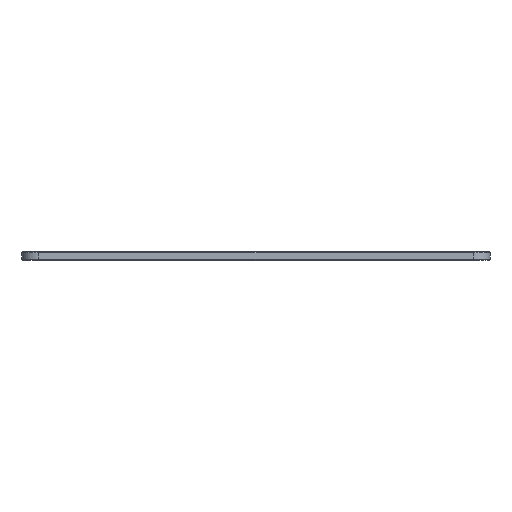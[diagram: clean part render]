
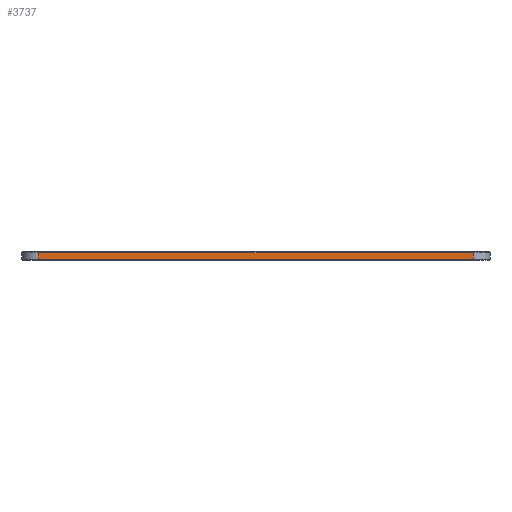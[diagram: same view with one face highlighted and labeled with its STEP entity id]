
A CAD part, front view. The second image highlights one B-rep face of the part: STEP entity #3737.
In plain terms, the highlighted planar face has unit normal (0, -1, 0).
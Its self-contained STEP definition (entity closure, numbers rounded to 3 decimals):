
#158 = PLANE('',#159);
#159 = AXIS2_PLACEMENT_3D('',#160,#161,#162);
#160 = CARTESIAN_POINT('',(0.,-6.1,0.15));
#161 = DIRECTION('',(0.,-0.707,-0.707));
#162 = DIRECTION('',(-1.,-0.,-0.));
#1437 = VERTEX_POINT('',#1438);
#1438 = CARTESIAN_POINT('',(162.5,-6.25,0.3));
#1474 = CYLINDRICAL_SURFACE('',#1475,6.25);
#1475 = AXIS2_PLACEMENT_3D('',#1476,#1477,#1478);
#1476 = CARTESIAN_POINT('',(162.5,0.,0.));
#1477 = DIRECTION('',(-0.,-0.,-1.));
#1478 = DIRECTION('',(1.,0.,0.));
#1546 = VERTEX_POINT('',#1547);
#1547 = CARTESIAN_POINT('',(0.,-6.25,0.3));
#1568 = EDGE_CURVE('',#1546,#1437,#1569,.T.);
#1569 = SURFACE_CURVE('',#1570,(#1574,#1581),.PCURVE_S1.);
#1570 = LINE('',#1571,#1572);
#1571 = CARTESIAN_POINT('',(0.,-6.25,0.3));
#1572 = VECTOR('',#1573,1.);
#1573 = DIRECTION('',(1.,0.,0.));
#1574 = PCURVE('',#158,#1575);
#1575 = DEFINITIONAL_REPRESENTATION('',(#1576),#1580);
#1576 = LINE('',#1577,#1578);
#1577 = CARTESIAN_POINT('',(-0.,-0.212));
#1578 = VECTOR('',#1579,1.);
#1579 = DIRECTION('',(-1.,0.));
#1580 = ( GEOMETRIC_REPRESENTATION_CONTEXT(2) 
PARAMETRIC_REPRESENTATION_CONTEXT() REPRESENTATION_CONTEXT('2D SPACE',''
  ) );
#1581 = PCURVE('',#1582,#1587);
#1582 = PLANE('',#1583);
#1583 = AXIS2_PLACEMENT_3D('',#1584,#1585,#1586);
#1584 = CARTESIAN_POINT('',(0.,-6.25,0.));
#1585 = DIRECTION('',(0.,1.,0.));
#1586 = DIRECTION('',(1.,0.,0.));
#1587 = DEFINITIONAL_REPRESENTATION('',(#1588),#1592);
#1588 = LINE('',#1589,#1590);
#1589 = CARTESIAN_POINT('',(0.,-0.3));
#1590 = VECTOR('',#1591,1.);
#1591 = DIRECTION('',(1.,0.));
#1592 = ( GEOMETRIC_REPRESENTATION_CONTEXT(2) 
PARAMETRIC_REPRESENTATION_CONTEXT() REPRESENTATION_CONTEXT('2D SPACE',''
  ) );
#1615 = CYLINDRICAL_SURFACE('',#1616,6.25);
#1616 = AXIS2_PLACEMENT_3D('',#1617,#1618,#1619);
#1617 = CARTESIAN_POINT('',(0.,0.,0.));
#1618 = DIRECTION('',(-0.,-0.,-1.));
#1619 = DIRECTION('',(1.,0.,0.));
#3632 = EDGE_CURVE('',#1437,#3633,#3635,.T.);
#3633 = VERTEX_POINT('',#3634);
#3634 = CARTESIAN_POINT('',(162.5,-6.25,2.825));
#3635 = SURFACE_CURVE('',#3636,(#3640,#3647),.PCURVE_S1.);
#3636 = LINE('',#3637,#3638);
#3637 = CARTESIAN_POINT('',(162.5,-6.25,0.));
#3638 = VECTOR('',#3639,1.);
#3639 = DIRECTION('',(0.,0.,1.));
#3640 = PCURVE('',#1474,#3641);
#3641 = DEFINITIONAL_REPRESENTATION('',(#3642),#3646);
#3642 = LINE('',#3643,#3644);
#3643 = CARTESIAN_POINT('',(-4.712,0.));
#3644 = VECTOR('',#3645,1.);
#3645 = DIRECTION('',(-0.,-1.));
#3646 = ( GEOMETRIC_REPRESENTATION_CONTEXT(2) 
PARAMETRIC_REPRESENTATION_CONTEXT() REPRESENTATION_CONTEXT('2D SPACE',''
  ) );
#3647 = PCURVE('',#1582,#3648);
#3648 = DEFINITIONAL_REPRESENTATION('',(#3649),#3653);
#3649 = LINE('',#3650,#3651);
#3650 = CARTESIAN_POINT('',(162.5,0.));
#3651 = VECTOR('',#3652,1.);
#3652 = DIRECTION('',(0.,-1.));
#3653 = ( GEOMETRIC_REPRESENTATION_CONTEXT(2) 
PARAMETRIC_REPRESENTATION_CONTEXT() REPRESENTATION_CONTEXT('2D SPACE',''
  ) );
#3737 = ADVANCED_FACE('',(#3738),#1582,.F.);
#3738 = FACE_BOUND('',#3739,.F.);
#3739 = EDGE_LOOP('',(#3740,#3763,#3789,#3790));
#3740 = ORIENTED_EDGE('',*,*,#3741,.T.);
#3741 = EDGE_CURVE('',#1546,#3742,#3744,.T.);
#3742 = VERTEX_POINT('',#3743);
#3743 = CARTESIAN_POINT('',(0.,-6.25,2.825));
#3744 = SURFACE_CURVE('',#3745,(#3749,#3756),.PCURVE_S1.);
#3745 = LINE('',#3746,#3747);
#3746 = CARTESIAN_POINT('',(0.,-6.25,0.));
#3747 = VECTOR('',#3748,1.);
#3748 = DIRECTION('',(0.,0.,1.));
#3749 = PCURVE('',#1582,#3750);
#3750 = DEFINITIONAL_REPRESENTATION('',(#3751),#3755);
#3751 = LINE('',#3752,#3753);
#3752 = CARTESIAN_POINT('',(0.,0.));
#3753 = VECTOR('',#3754,1.);
#3754 = DIRECTION('',(0.,-1.));
#3755 = ( GEOMETRIC_REPRESENTATION_CONTEXT(2) 
PARAMETRIC_REPRESENTATION_CONTEXT() REPRESENTATION_CONTEXT('2D SPACE',''
  ) );
#3756 = PCURVE('',#1615,#3757);
#3757 = DEFINITIONAL_REPRESENTATION('',(#3758),#3762);
#3758 = LINE('',#3759,#3760);
#3759 = CARTESIAN_POINT('',(-4.712,0.));
#3760 = VECTOR('',#3761,1.);
#3761 = DIRECTION('',(-0.,-1.));
#3762 = ( GEOMETRIC_REPRESENTATION_CONTEXT(2) 
PARAMETRIC_REPRESENTATION_CONTEXT() REPRESENTATION_CONTEXT('2D SPACE',''
  ) );
#3763 = ORIENTED_EDGE('',*,*,#3764,.T.);
#3764 = EDGE_CURVE('',#3742,#3633,#3765,.T.);
#3765 = SURFACE_CURVE('',#3766,(#3770,#3777),.PCURVE_S1.);
#3766 = LINE('',#3767,#3768);
#3767 = CARTESIAN_POINT('',(0.,-6.25,2.825));
#3768 = VECTOR('',#3769,1.);
#3769 = DIRECTION('',(1.,0.,0.));
#3770 = PCURVE('',#1582,#3771);
#3771 = DEFINITIONAL_REPRESENTATION('',(#3772),#3776);
#3772 = LINE('',#3773,#3774);
#3773 = CARTESIAN_POINT('',(0.,-2.825));
#3774 = VECTOR('',#3775,1.);
#3775 = DIRECTION('',(1.,0.));
#3776 = ( GEOMETRIC_REPRESENTATION_CONTEXT(2) 
PARAMETRIC_REPRESENTATION_CONTEXT() REPRESENTATION_CONTEXT('2D SPACE',''
  ) );
#3777 = PCURVE('',#3778,#3783);
#3778 = PLANE('',#3779);
#3779 = AXIS2_PLACEMENT_3D('',#3780,#3781,#3782);
#3780 = CARTESIAN_POINT('',(0.,-6.1,2.975));
#3781 = DIRECTION('',(0.,0.707,-0.707));
#3782 = DIRECTION('',(-1.,-0.,-0.));
#3783 = DEFINITIONAL_REPRESENTATION('',(#3784),#3788);
#3784 = LINE('',#3785,#3786);
#3785 = CARTESIAN_POINT('',(-0.,-0.212));
#3786 = VECTOR('',#3787,1.);
#3787 = DIRECTION('',(-1.,0.));
#3788 = ( GEOMETRIC_REPRESENTATION_CONTEXT(2) 
PARAMETRIC_REPRESENTATION_CONTEXT() REPRESENTATION_CONTEXT('2D SPACE',''
  ) );
#3789 = ORIENTED_EDGE('',*,*,#3632,.F.);
#3790 = ORIENTED_EDGE('',*,*,#1568,.F.);
